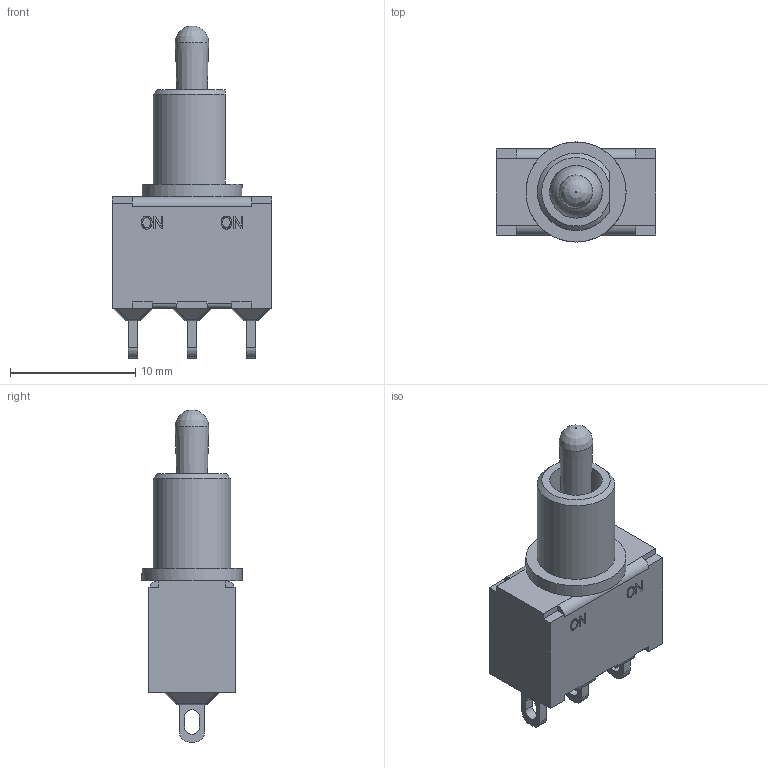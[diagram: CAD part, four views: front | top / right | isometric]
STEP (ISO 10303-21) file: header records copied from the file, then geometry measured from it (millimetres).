
FILE_DESCRIPTION((' '),'2;1');
FILE_NAME('100SPxT2B5M1xE.stp','2017-08-03T10:27:25',(' '),(' '),' ','ACIS',' ');
FILE_SCHEMA(('CONFIG_CONTROL_DESIGN'));
Length unit declared in the file: inch
Products named in the file (1): 100SPxT2B5M1xE.stp
Bounding box: 12.7 x 7.98 x 26.47 mm (x, y, z)
Volume: 1030.3 mm3; surface area: 994.5 mm2
Topology: 2 solids, 6 shells, 243 faces, 600 edges, 376 vertices
Faces by surface type: plane 162, cylinder 49, bspline 17, sphere 13, cone 2
Full cylindrical faces by diameter (mm): 4.2 x1, 7.98 x1
Entity records: 7269 total; most frequent: CARTESIAN_POINT 1495, ORIENTED_EDGE 1182, DIRECTION 1120, EDGE_CURVE 591, VECTOR 448, LINE 448, VERTEX_POINT 372, AXIS2_PLACEMENT_3D 336
